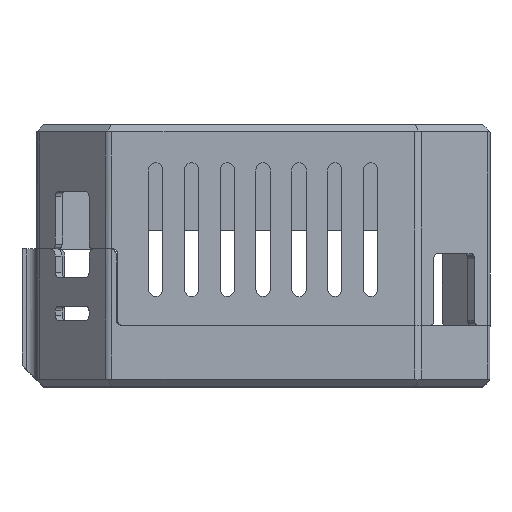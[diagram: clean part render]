
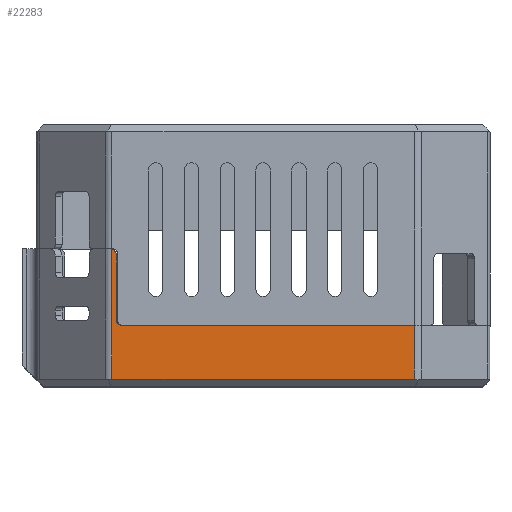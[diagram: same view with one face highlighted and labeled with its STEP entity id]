
A CAD part, top view. The second image highlights one B-rep face of the part: STEP entity #22283.
In plain terms, the highlighted planar face has unit normal (0, 0, 1).
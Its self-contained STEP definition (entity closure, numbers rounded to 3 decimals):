
#312 = AXIS2_PLACEMENT_3D ( 'NONE', #1841, #16759, #3925 ) ;
#1101 = VECTOR ( 'NONE', #15703, 1000. ) ;
#1675 = LINE ( 'NONE', #9303, #7326 ) ;
#1822 = ORIENTED_EDGE ( 'NONE', *, *, #13492, .T. ) ;
#1841 = CARTESIAN_POINT ( 'NONE',  ( 17.8, 13.8, 0. ) ) ;
#3851 = VERTEX_POINT ( 'NONE', #10901 ) ;
#3925 = DIRECTION ( 'NONE',  ( -1., 0., 0. ) ) ;
#4978 = DIRECTION ( 'NONE',  ( 1., 0., 0. ) ) ;
#5060 = CARTESIAN_POINT ( 'NONE',  ( 79.172, 12.8, 0. ) ) ;
#5264 = CARTESIAN_POINT ( 'NONE',  ( 15.828, 28.704, 0. ) ) ;
#5615 = DIRECTION ( 'NONE',  ( 0., 0., -1. ) ) ;
#6192 = VERTEX_POINT ( 'NONE', #13634 ) ;
#6324 = ORIENTED_EDGE ( 'NONE', *, *, #17792, .T. ) ;
#6786 = CARTESIAN_POINT ( 'NONE',  ( 79.172, 1.5, 0. ) ) ;
#7161 = ORIENTED_EDGE ( 'NONE', *, *, #16368, .T. ) ;
#7326 = VECTOR ( 'NONE', #4978, 1000. ) ;
#7380 = EDGE_CURVE ( 'NONE', #7480, #6192, #1675, .T. ) ;
#7480 = VERTEX_POINT ( 'NONE', #13968 ) ;
#7676 = PLANE ( 'NONE',  #21859 ) ;
#8486 = ORIENTED_EDGE ( 'NONE', *, *, #7380, .F. ) ;
#9303 = CARTESIAN_POINT ( 'NONE',  ( 15., 12.8, 0. ) ) ;
#9361 = LINE ( 'NONE', #5060, #25681 ) ;
#9660 = VECTOR ( 'NONE', #10916, 1000. ) ;
#9887 = DIRECTION ( 'NONE',  ( 0., 0., 1. ) ) ;
#10024 = ORIENTED_EDGE ( 'NONE', *, *, #19202, .T. ) ;
#10901 = CARTESIAN_POINT ( 'NONE',  ( 15.828, 1.5, 0. ) ) ;
#10916 = DIRECTION ( 'NONE',  ( 0., -1., 0. ) ) ;
#11025 = ORIENTED_EDGE ( 'NONE', *, *, #23479, .T. ) ;
#11964 = CARTESIAN_POINT ( 'NONE',  ( 0., 2.8, 0. ) ) ;
#12763 = CIRCLE ( 'NONE', #16344, 1.5 ) ;
#12995 = LINE ( 'NONE', #24437, #23018 ) ;
#13492 = EDGE_CURVE ( 'NONE', #7480, #16440, #15567, .T. ) ;
#13529 = CARTESIAN_POINT ( 'NONE',  ( 80., 1.5, 0. ) ) ;
#13634 = CARTESIAN_POINT ( 'NONE',  ( 79.172, 12.8, 0. ) ) ;
#13811 = FACE_OUTER_BOUND ( 'NONE', #14114, .T. ) ;
#13968 = CARTESIAN_POINT ( 'NONE',  ( 17.8, 12.8, 0. ) ) ;
#14114 = EDGE_LOOP ( 'NONE', ( #26016, #11025, #10024, #6324, #7161, #8486, #1822 ) ) ;
#14748 = CARTESIAN_POINT ( 'NONE',  ( 16.8, 27.3, 0. ) ) ;
#15335 = LINE ( 'NONE', #25816, #9660 ) ;
#15567 = CIRCLE ( 'NONE', #312, 1. ) ;
#15703 = DIRECTION ( 'NONE',  ( 1., 0., 0. ) ) ;
#16344 = AXIS2_PLACEMENT_3D ( 'NONE', #22671, #9887, #24798 ) ;
#16368 = EDGE_CURVE ( 'NONE', #21400, #6192, #9361, .T. ) ;
#16440 = VERTEX_POINT ( 'NONE', #26597 ) ;
#16759 = DIRECTION ( 'NONE',  ( 0., 0., -1. ) ) ;
#17792 = EDGE_CURVE ( 'NONE', #3851, #21400, #18762, .T. ) ;
#18762 = LINE ( 'NONE', #13529, #1101 ) ;
#19202 = EDGE_CURVE ( 'NONE', #24029, #3851, #15335, .T. ) ;
#20186 = DIRECTION ( 'NONE',  ( 0., -1., 0. ) ) ;
#20590 = DIRECTION ( 'NONE',  ( -1., 0., 0. ) ) ;
#21259 = VERTEX_POINT ( 'NONE', #14748 ) ;
#21400 = VERTEX_POINT ( 'NONE', #6786 ) ;
#21859 = AXIS2_PLACEMENT_3D ( 'NONE', #11964, #5615, #20590 ) ;
#22173 = DIRECTION ( 'NONE',  ( 0., 1., 0. ) ) ;
#22283 = ADVANCED_FACE ( 'NONE', ( #13811 ), #7676, .F. ) ;
#22671 = CARTESIAN_POINT ( 'NONE',  ( 15.3, 27.3, 0. ) ) ;
#23018 = VECTOR ( 'NONE', #20186, 1000. ) ;
#23479 = EDGE_CURVE ( 'NONE', #21259, #24029, #12763, .T. ) ;
#24029 = VERTEX_POINT ( 'NONE', #5264 ) ;
#24437 = CARTESIAN_POINT ( 'NONE',  ( 16.8, 28.8, 0. ) ) ;
#24798 = DIRECTION ( 'NONE',  ( -1., 0., 0. ) ) ;
#24917 = EDGE_CURVE ( 'NONE', #21259, #16440, #12995, .T. ) ;
#25681 = VECTOR ( 'NONE', #22173, 1000. ) ;
#25816 = CARTESIAN_POINT ( 'NONE',  ( 15.828, 1.5, 0. ) ) ;
#26016 = ORIENTED_EDGE ( 'NONE', *, *, #24917, .F. ) ;
#26597 = CARTESIAN_POINT ( 'NONE',  ( 16.8, 13.8, 0. ) ) ;
